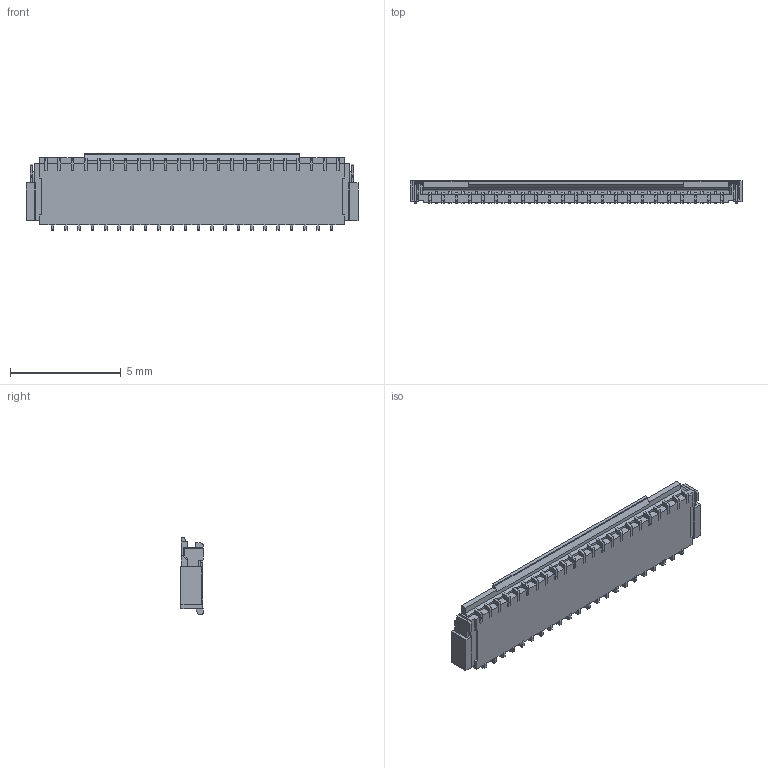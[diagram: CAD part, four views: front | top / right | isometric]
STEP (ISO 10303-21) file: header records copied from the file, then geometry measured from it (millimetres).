
FILE_DESCRIPTION((''),'2;1');
FILE_NAME('C-4-2328724-5','2018-05-15T',('workeradm'),('TE Connectivity Ltd.'),'CREO PARAMETRIC BY PTC INC, 2016050','CREO PARAMETRIC BY PTC INC, 2016050','');
FILE_SCHEMA(('AUTOMOTIVE_DESIGN { 1 0 10303 214 1 1 1 1 }'));
Length unit declared in the file: millimetre
Products named in the file (1): C-4-2328724-5
Bounding box: 15 x 1 x 3.48 mm (x, y, z)
Volume: 32.9 mm3; surface area: 209.1 mm2
Topology: 1 solids, 1 shells, 1398 faces, 4219 edges, 2776 vertices
Faces by surface type: plane 996, cylinder 402
Entity records: 47397 total; most frequent: CARTESIAN_POINT 8585, ORIENTED_EDGE 8438, DIRECTION 7727, EDGE_CURVE 4219, VECTOR 3411, LINE 3411, VERTEX_POINT 2776, AXIS2_PLACEMENT_3D 2158
